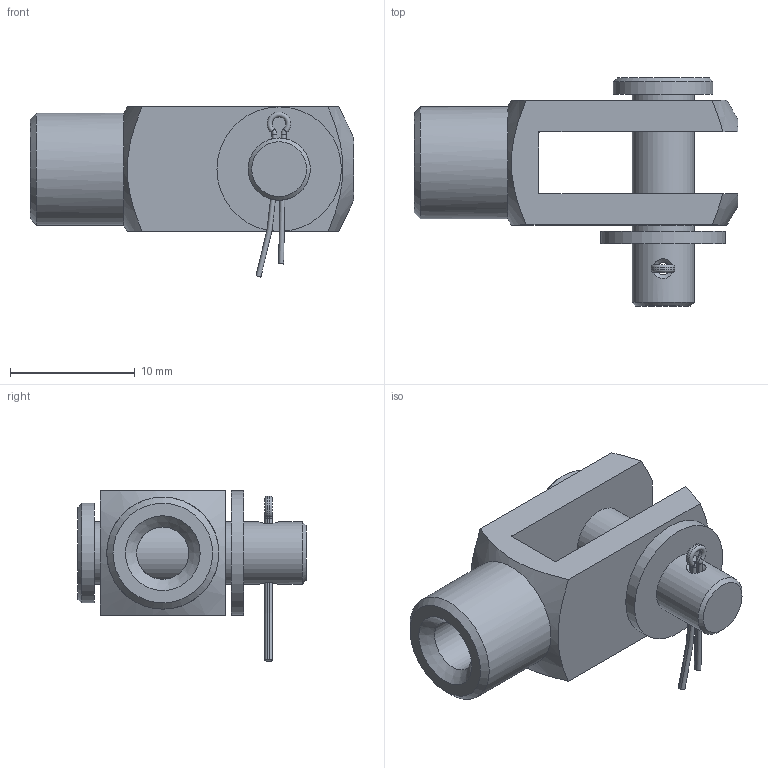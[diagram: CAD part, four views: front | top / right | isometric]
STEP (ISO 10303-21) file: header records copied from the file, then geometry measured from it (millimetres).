
FILE_DESCRIPTION(/* description */ (''),/* implementation_level */ '2;1');
FILE_NAME(/* name */ 'M5 RVS 304 gaffel met borgclip.stp',/* time_stamp */ '2018-12-04T08:54:08+01:00',/* author */ ('Johannes'),/* organization */ (''),/* preprocessor_version */ 'ST-DEVELOPER v15.6',/* originating_system */ 'Autodesk Inventor 2015',/* authorisation */ '');
FILE_SCHEMA (('AUTOMOTIVE_DESIGN { 1 0 10303 214 3 1 1 }'));
Length unit declared in the file: millimetre
Products named in the file (1): M5 RVS 304 gaffel met borgclip
Bounding box: 26 x 18.31 x 13.67 mm (x, y, z)
Volume: 1680.7 mm3; surface area: 1943.7 mm2
Topology: 4 solids, 4 shells, 61 faces, 137 edges, 85 vertices
Faces by surface type: cylinder 20, plane 18, cone 9, torus 8, bspline 6
Full cylindrical faces by diameter (mm): 1 x1, 4.2 x1, 5 x4, 8 x1, 9 x1, 10 x1
Entity records: 1907 total; most frequent: CARTESIAN_POINT 621, DIRECTION 272, ORIENTED_EDGE 230, AXIS2_PLACEMENT_3D 121, EDGE_CURVE 115, EDGE_LOOP 88, VERTEX_POINT 79, CIRCLE 61
